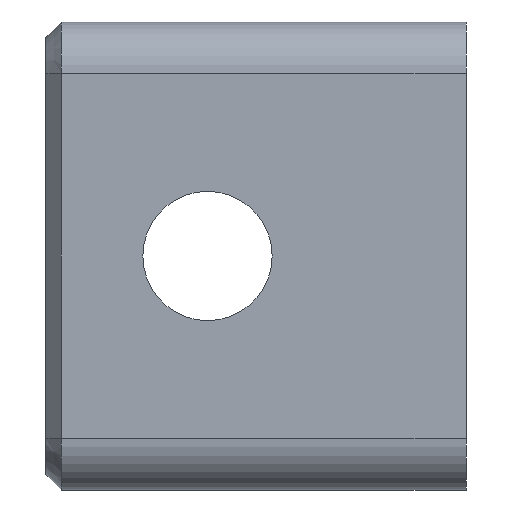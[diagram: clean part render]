
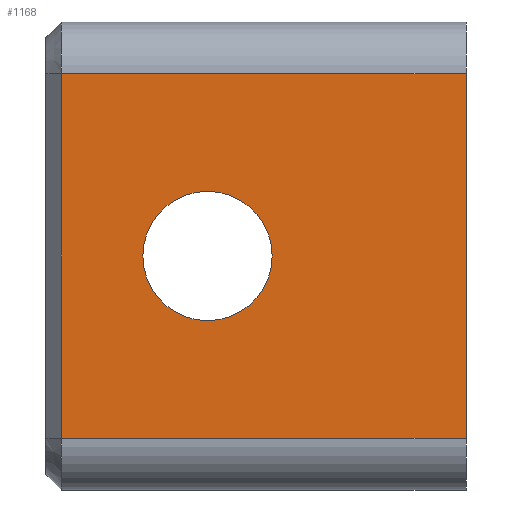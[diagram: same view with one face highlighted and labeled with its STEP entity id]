
A CAD part, left-side view. The second image highlights one B-rep face of the part: STEP entity #1168.
In plain terms, the highlighted planar face has unit normal (-1, 0, 0).
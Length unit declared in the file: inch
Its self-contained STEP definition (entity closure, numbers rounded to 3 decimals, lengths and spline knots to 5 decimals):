
#86 = LINE ( 'NONE', #1181, #1187 ) ;
#120 = VECTOR ( 'NONE', #168, 39.37008 ) ;
#127 = CARTESIAN_POINT ( 'NONE',  ( -0.4525, -0.375, 0.3525 ) ) ;
#158 = CARTESIAN_POINT ( 'NONE',  ( -0.4525, 0.125, 0. ) ) ;
#168 = DIRECTION ( 'NONE',  ( 0., -1., 0. ) ) ;
#182 = DIRECTION ( 'NONE',  ( 0., 0., 1. ) ) ;
#192 = CARTESIAN_POINT ( 'NONE',  ( -0.4525, 0.4075, 0.3525 ) ) ;
#235 = DIRECTION ( 'NONE',  ( 1., 0., 0. ) ) ;
#242 = CARTESIAN_POINT ( 'NONE',  ( -0.4525, 0.125, 0.125 ) ) ;
#248 = VECTOR ( 'NONE', #913, 39.37008 ) ;
#304 = VERTEX_POINT ( 'NONE', #1163 ) ;
#315 = EDGE_CURVE ( 'NONE', #304, #1248, #781, .T. ) ;
#361 = VERTEX_POINT ( 'NONE', #192 ) ;
#370 = VECTOR ( 'NONE', #182, 39.37008 ) ;
#383 = ORIENTED_EDGE ( 'NONE', *, *, #1022, .T. ) ;
#385 = LINE ( 'NONE', #1486, #120 ) ;
#395 = CIRCLE ( 'NONE', #822, 0.125 ) ;
#415 = CARTESIAN_POINT ( 'NONE',  ( -0.4525, 0.4075, -0.3525 ) ) ;
#574 = EDGE_CURVE ( 'NONE', #361, #940, #1301, .T. ) ;
#577 = DIRECTION ( 'NONE',  ( 0., 1., 0. ) ) ;
#647 = CARTESIAN_POINT ( 'NONE',  ( -0.4525, -0.375, -0.4525 ) ) ;
#669 = ORIENTED_EDGE ( 'NONE', *, *, #574, .T. ) ;
#729 = FACE_OUTER_BOUND ( 'NONE', #1175, .T. ) ;
#736 = DIRECTION ( 'NONE',  ( 0., 0., -1. ) ) ;
#750 = CARTESIAN_POINT ( 'NONE',  ( -0.4525, 0.125, 0. ) ) ;
#781 = LINE ( 'NONE', #647, #370 ) ;
#808 = EDGE_CURVE ( 'NONE', #940, #304, #385, .T. ) ;
#822 = AXIS2_PLACEMENT_3D ( 'NONE', #158, #1431, #1172 ) ;
#840 = ORIENTED_EDGE ( 'NONE', *, *, #808, .T. ) ;
#905 = EDGE_CURVE ( 'NONE', #1144, #1071, #996, .T. ) ;
#913 = DIRECTION ( 'NONE',  ( 0., 0., -1. ) ) ;
#940 = VERTEX_POINT ( 'NONE', #415 ) ;
#949 = ORIENTED_EDGE ( 'NONE', *, *, #905, .T. ) ;
#955 = EDGE_CURVE ( 'NONE', #1071, #1144, #395, .T. ) ;
#964 = FACE_BOUND ( 'NONE', #1020, .T. ) ;
#971 = PLANE ( 'NONE',  #1200 ) ;
#996 = CIRCLE ( 'NONE', #1215, 0.125 ) ;
#1020 = EDGE_LOOP ( 'NONE', ( #1456, #949 ) ) ;
#1022 = EDGE_CURVE ( 'NONE', #1248, #361, #86, .T. ) ;
#1059 = CARTESIAN_POINT ( 'NONE',  ( -0.4525, 0.125, -0.125 ) ) ;
#1071 = VERTEX_POINT ( 'NONE', #1059 ) ;
#1144 = VERTEX_POINT ( 'NONE', #242 ) ;
#1161 = DIRECTION ( 'NONE',  ( 0., 0., -1. ) ) ;
#1163 = CARTESIAN_POINT ( 'NONE',  ( -0.4525, -0.375, -0.3525 ) ) ;
#1168 = ADVANCED_FACE ( 'NONE', ( #964, #729 ), #971, .F. ) ;
#1172 = DIRECTION ( 'NONE',  ( 0., 0., -1. ) ) ;
#1175 = EDGE_LOOP ( 'NONE', ( #383, #669, #840, #1379 ) ) ;
#1178 = CARTESIAN_POINT ( 'NONE',  ( -0.4525, 0.4075, -0.3525 ) ) ;
#1181 = CARTESIAN_POINT ( 'NONE',  ( -0.4525, 0.375, 0.3525 ) ) ;
#1187 = VECTOR ( 'NONE', #577, 39.37008 ) ;
#1200 = AXIS2_PLACEMENT_3D ( 'NONE', #1589, #235, #736 ) ;
#1215 = AXIS2_PLACEMENT_3D ( 'NONE', #750, #1383, #1161 ) ;
#1248 = VERTEX_POINT ( 'NONE', #127 ) ;
#1301 = LINE ( 'NONE', #1178, #248 ) ;
#1379 = ORIENTED_EDGE ( 'NONE', *, *, #315, .T. ) ;
#1383 = DIRECTION ( 'NONE',  ( 1., 0., 0. ) ) ;
#1431 = DIRECTION ( 'NONE',  ( 1., 0., 0. ) ) ;
#1456 = ORIENTED_EDGE ( 'NONE', *, *, #955, .T. ) ;
#1486 = CARTESIAN_POINT ( 'NONE',  ( -0.4525, 0.375, -0.3525 ) ) ;
#1589 = CARTESIAN_POINT ( 'NONE',  ( -0.4525, 0.375, -0.4525 ) ) ;
